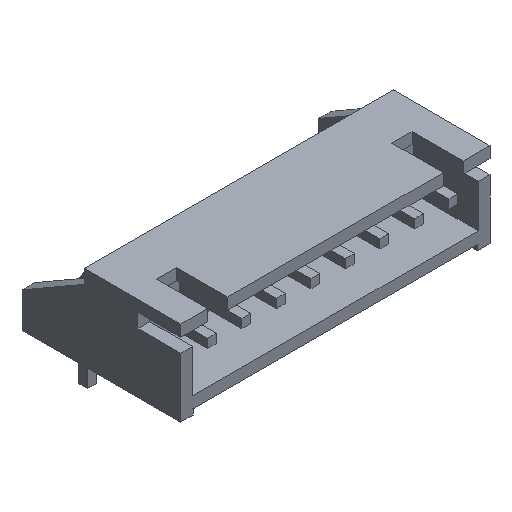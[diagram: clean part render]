
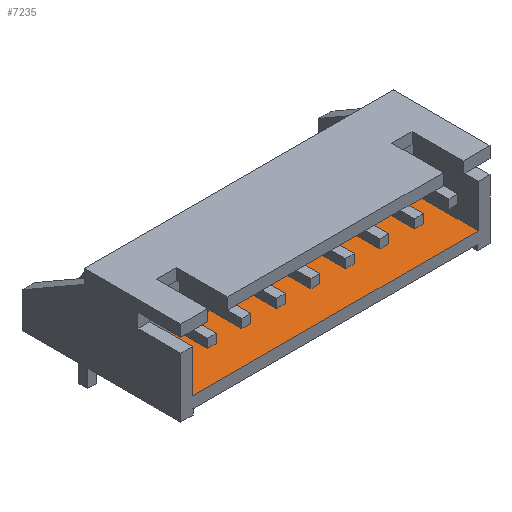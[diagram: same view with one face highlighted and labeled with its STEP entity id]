
A CAD part, isometric view. The second image highlights one B-rep face of the part: STEP entity #7235.
In plain terms, the highlighted planar face has unit normal (0, 0, 1).
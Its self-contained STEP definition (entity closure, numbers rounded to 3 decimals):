
#263 = PLANE('',#264);
#264 = AXIS2_PLACEMENT_3D('',#265,#266,#267);
#265 = CARTESIAN_POINT('',(-2.45,-9.2,4.325));
#266 = DIRECTION('',(0.,1.,0.));
#267 = DIRECTION('',(0.,0.,-1.));
#1687 = VERTEX_POINT('',#1688);
#1688 = CARTESIAN_POINT('',(19.1,-9.2,1.225));
#1702 = PLANE('',#1703);
#1703 = AXIS2_PLACEMENT_3D('',#1704,#1705,#1706);
#1704 = CARTESIAN_POINT('',(19.1,-4.5,5.325));
#1705 = DIRECTION('',(1.,0.,0.));
#1706 = DIRECTION('',(0.,0.,1.));
#1714 = EDGE_CURVE('',#1715,#1687,#1717,.T.);
#1715 = VERTEX_POINT('',#1716);
#1716 = CARTESIAN_POINT('',(-1.6,-9.2,1.225));
#1717 = SURFACE_CURVE('',#1718,(#1722,#1729),.PCURVE_S1.);
#1718 = LINE('',#1719,#1720);
#1719 = CARTESIAN_POINT('',(19.1,-9.2,1.225));
#1720 = VECTOR('',#1721,1.);
#1721 = DIRECTION('',(1.,0.,0.));
#1722 = PCURVE('',#263,#1723);
#1723 = DEFINITIONAL_REPRESENTATION('',(#1724),#1728);
#1724 = LINE('',#1725,#1726);
#1725 = CARTESIAN_POINT('',(3.1,-21.55));
#1726 = VECTOR('',#1727,1.);
#1727 = DIRECTION('',(0.,-1.));
#1728 = ( GEOMETRIC_REPRESENTATION_CONTEXT(2) 
PARAMETRIC_REPRESENTATION_CONTEXT() REPRESENTATION_CONTEXT('2D SPACE',''
  ) );
#1729 = PCURVE('',#1730,#1735);
#1730 = PLANE('',#1731);
#1731 = AXIS2_PLACEMENT_3D('',#1732,#1733,#1734);
#1732 = CARTESIAN_POINT('',(19.1,-4.5,1.225));
#1733 = DIRECTION('',(0.,0.,-1.));
#1734 = DIRECTION('',(1.,0.,0.));
#1735 = DEFINITIONAL_REPRESENTATION('',(#1736),#1740);
#1736 = LINE('',#1737,#1738);
#1737 = CARTESIAN_POINT('',(0.,4.7));
#1738 = VECTOR('',#1739,1.);
#1739 = DIRECTION('',(1.,0.));
#1740 = ( GEOMETRIC_REPRESENTATION_CONTEXT(2) 
PARAMETRIC_REPRESENTATION_CONTEXT() REPRESENTATION_CONTEXT('2D SPACE',''
  ) );
#1758 = PLANE('',#1759);
#1759 = AXIS2_PLACEMENT_3D('',#1760,#1761,#1762);
#1760 = CARTESIAN_POINT('',(-1.6,-4.5,5.325));
#1761 = DIRECTION('',(-1.,0.,0.));
#1762 = DIRECTION('',(0.,0.,-1.));
#2351 = PLANE('',#2352);
#2352 = AXIS2_PLACEMENT_3D('',#2353,#2354,#2355);
#2353 = CARTESIAN_POINT('',(19.1,-4.5,1.225));
#2354 = DIRECTION('',(0.,1.,0.));
#2355 = DIRECTION('',(0.,0.,-1.));
#7235 = ADVANCED_FACE('',(#7236),#1730,.F.);
#7236 = FACE_BOUND('',#7237,.T.);
#7237 = EDGE_LOOP('',(#7238,#7239,#7262,#7285));
#7238 = ORIENTED_EDGE('',*,*,#1714,.T.);
#7239 = ORIENTED_EDGE('',*,*,#7240,.F.);
#7240 = EDGE_CURVE('',#7241,#1687,#7243,.T.);
#7241 = VERTEX_POINT('',#7242);
#7242 = CARTESIAN_POINT('',(19.1,-4.5,1.225));
#7243 = SURFACE_CURVE('',#7244,(#7248,#7255),.PCURVE_S1.);
#7244 = LINE('',#7245,#7246);
#7245 = CARTESIAN_POINT('',(19.1,-4.5,1.225));
#7246 = VECTOR('',#7247,1.);
#7247 = DIRECTION('',(0.,-1.,0.));
#7248 = PCURVE('',#1730,#7249);
#7249 = DEFINITIONAL_REPRESENTATION('',(#7250),#7254);
#7250 = LINE('',#7251,#7252);
#7251 = CARTESIAN_POINT('',(0.,0.));
#7252 = VECTOR('',#7253,1.);
#7253 = DIRECTION('',(0.,1.));
#7254 = ( GEOMETRIC_REPRESENTATION_CONTEXT(2) 
PARAMETRIC_REPRESENTATION_CONTEXT() REPRESENTATION_CONTEXT('2D SPACE',''
  ) );
#7255 = PCURVE('',#1702,#7256);
#7256 = DEFINITIONAL_REPRESENTATION('',(#7257),#7261);
#7257 = LINE('',#7258,#7259);
#7258 = CARTESIAN_POINT('',(-4.1,0.));
#7259 = VECTOR('',#7260,1.);
#7260 = DIRECTION('',(0.,1.));
#7261 = ( GEOMETRIC_REPRESENTATION_CONTEXT(2) 
PARAMETRIC_REPRESENTATION_CONTEXT() REPRESENTATION_CONTEXT('2D SPACE',''
  ) );
#7262 = ORIENTED_EDGE('',*,*,#7263,.F.);
#7263 = EDGE_CURVE('',#7264,#7241,#7266,.T.);
#7264 = VERTEX_POINT('',#7265);
#7265 = CARTESIAN_POINT('',(-1.6,-4.5,1.225));
#7266 = SURFACE_CURVE('',#7267,(#7271,#7278),.PCURVE_S1.);
#7267 = LINE('',#7268,#7269);
#7268 = CARTESIAN_POINT('',(19.1,-4.5,1.225));
#7269 = VECTOR('',#7270,1.);
#7270 = DIRECTION('',(1.,0.,0.));
#7271 = PCURVE('',#1730,#7272);
#7272 = DEFINITIONAL_REPRESENTATION('',(#7273),#7277);
#7273 = LINE('',#7274,#7275);
#7274 = CARTESIAN_POINT('',(0.,0.));
#7275 = VECTOR('',#7276,1.);
#7276 = DIRECTION('',(1.,0.));
#7277 = ( GEOMETRIC_REPRESENTATION_CONTEXT(2) 
PARAMETRIC_REPRESENTATION_CONTEXT() REPRESENTATION_CONTEXT('2D SPACE',''
  ) );
#7278 = PCURVE('',#2351,#7279);
#7279 = DEFINITIONAL_REPRESENTATION('',(#7280),#7284);
#7280 = LINE('',#7281,#7282);
#7281 = CARTESIAN_POINT('',(0.,0.));
#7282 = VECTOR('',#7283,1.);
#7283 = DIRECTION('',(0.,-1.));
#7284 = ( GEOMETRIC_REPRESENTATION_CONTEXT(2) 
PARAMETRIC_REPRESENTATION_CONTEXT() REPRESENTATION_CONTEXT('2D SPACE',''
  ) );
#7285 = ORIENTED_EDGE('',*,*,#7286,.T.);
#7286 = EDGE_CURVE('',#7264,#1715,#7287,.T.);
#7287 = SURFACE_CURVE('',#7288,(#7292,#7299),.PCURVE_S1.);
#7288 = LINE('',#7289,#7290);
#7289 = CARTESIAN_POINT('',(-1.6,-4.5,1.225));
#7290 = VECTOR('',#7291,1.);
#7291 = DIRECTION('',(0.,-1.,0.));
#7292 = PCURVE('',#1730,#7293);
#7293 = DEFINITIONAL_REPRESENTATION('',(#7294),#7298);
#7294 = LINE('',#7295,#7296);
#7295 = CARTESIAN_POINT('',(-20.7,0.));
#7296 = VECTOR('',#7297,1.);
#7297 = DIRECTION('',(0.,1.));
#7298 = ( GEOMETRIC_REPRESENTATION_CONTEXT(2) 
PARAMETRIC_REPRESENTATION_CONTEXT() REPRESENTATION_CONTEXT('2D SPACE',''
  ) );
#7299 = PCURVE('',#1758,#7300);
#7300 = DEFINITIONAL_REPRESENTATION('',(#7301),#7305);
#7301 = LINE('',#7302,#7303);
#7302 = CARTESIAN_POINT('',(4.1,0.));
#7303 = VECTOR('',#7304,1.);
#7304 = DIRECTION('',(0.,1.));
#7305 = ( GEOMETRIC_REPRESENTATION_CONTEXT(2) 
PARAMETRIC_REPRESENTATION_CONTEXT() REPRESENTATION_CONTEXT('2D SPACE',''
  ) );
